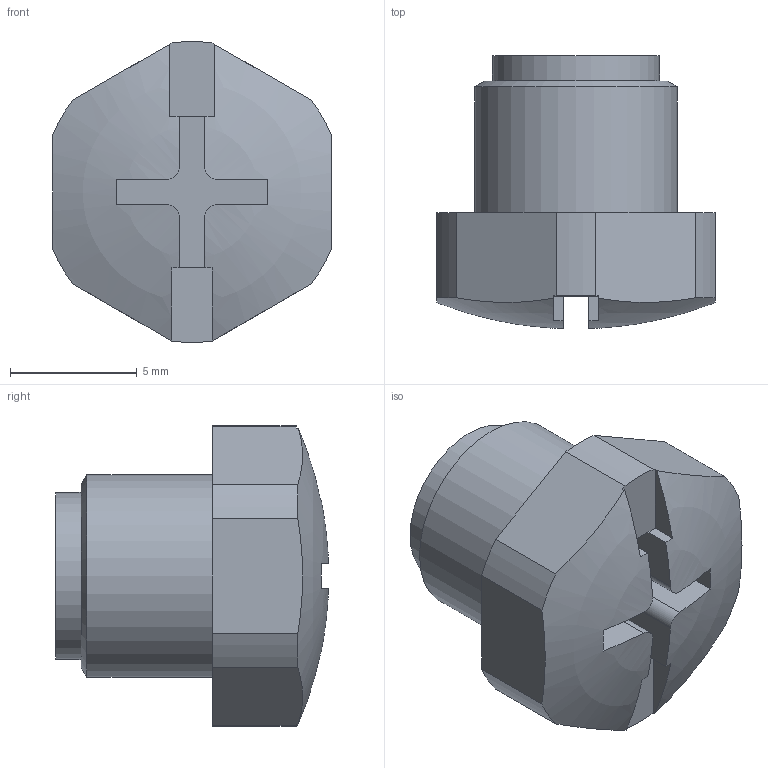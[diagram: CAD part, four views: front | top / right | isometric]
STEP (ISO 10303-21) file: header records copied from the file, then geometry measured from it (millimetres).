
FILE_DESCRIPTION(/* description */ (''),/* implementation_level */ '2;1');
FILE_NAME(/* name */ 'Schutzstopfen_M8x1_stp.stp',/* time_stamp */ '2018-08-27T13:23:30+02:00',/* author */ (''),/* organization */ (''),/* preprocessor_version */ 'ST-DEVELOPER v16',/* originating_system */ 'SIEMENS PLM Software NX 10.0',/* authorisation */ '');
FILE_SCHEMA (('AUTOMOTIVE_DESIGN { 1 0 10303 214 3 1 1 1 }'));
Length unit declared in the file: millimetre
Products named in the file (1): Schutzstopfen_M8x1_stp
Bounding box: 11 x 10.77 x 11.89 mm (x, y, z)
Volume: 510.5 mm3; surface area: 663.2 mm2
Topology: 1 solids, 1 shells, 49 faces, 127 edges, 83 vertices
Faces by surface type: plane 33, cylinder 13, sphere 2, cone 1
Full cylindrical faces by diameter (mm): 5.8 x1, 6.6 x1, 8 x1
Entity records: 1516 total; most frequent: CARTESIAN_POINT 268, DIRECTION 266, ORIENTED_EDGE 246, EDGE_CURVE 123, AXIS2_PLACEMENT_3D 97, VERTEX_POINT 83, LINE 72, VECTOR 72
